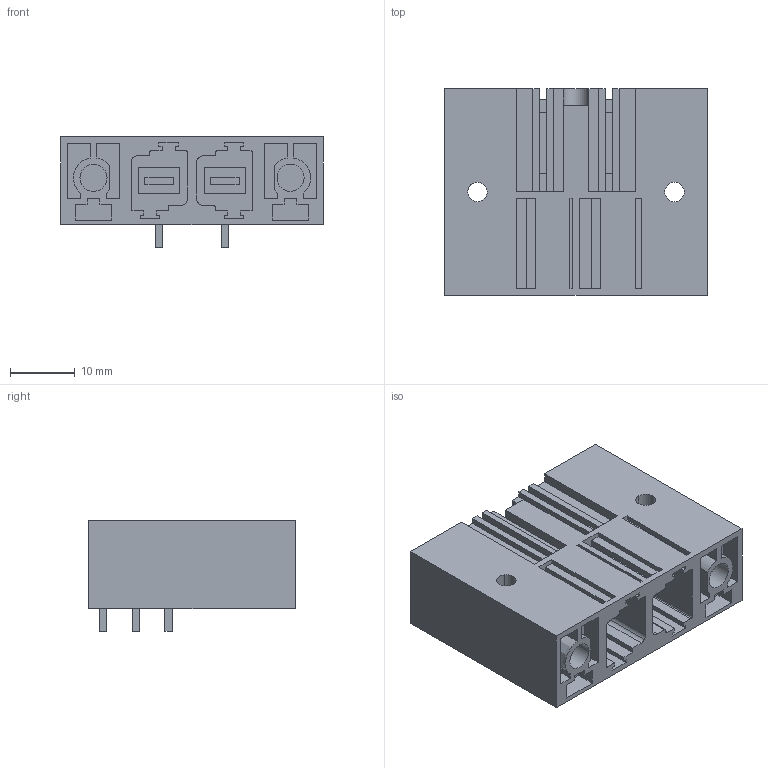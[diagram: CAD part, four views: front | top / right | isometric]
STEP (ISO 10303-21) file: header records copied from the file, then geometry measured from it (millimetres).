
FILE_DESCRIPTION(('CATIA V5 STEP Exchange','CAx-IF Rec.Pracs.--- Model Styling and Organization---1.2---2011-12-15'),'2;1');
FILE_NAME ('D1457530_0_1851120000_1851120000.stp','2018-03-12T12:24:18+00:00',('none'),('Weidmueller'),'CATIA Version 5-6 Release 2014','CATIA V5 STEP AP214','none');
FILE_SCHEMA(('AUTOMOTIVE_DESIGN { 1 0 10303 214 1 1 1 1 }'));
Length unit declared in the file: millimetre
Products named in the file (1): 1851120000
Bounding box: 40.64 x 32 x 17.1 mm (x, y, z)
Volume: 11699.2 mm3; surface area: 10638.5 mm2
Topology: 5 solids, 5 shells, 438 faces, 1224 edges, 821 vertices
Faces by surface type: plane 380, extrusion 29, cylinder 29
Entity records: 13929 total; most frequent: CARTESIAN_POINT 2806, ORIENTED_EDGE 2448, DIRECTION 1769, EDGE_CURVE 1224, VECTOR 1135, LINE 1106, VERTEX_POINT 821, EDGE_LOOP 475
